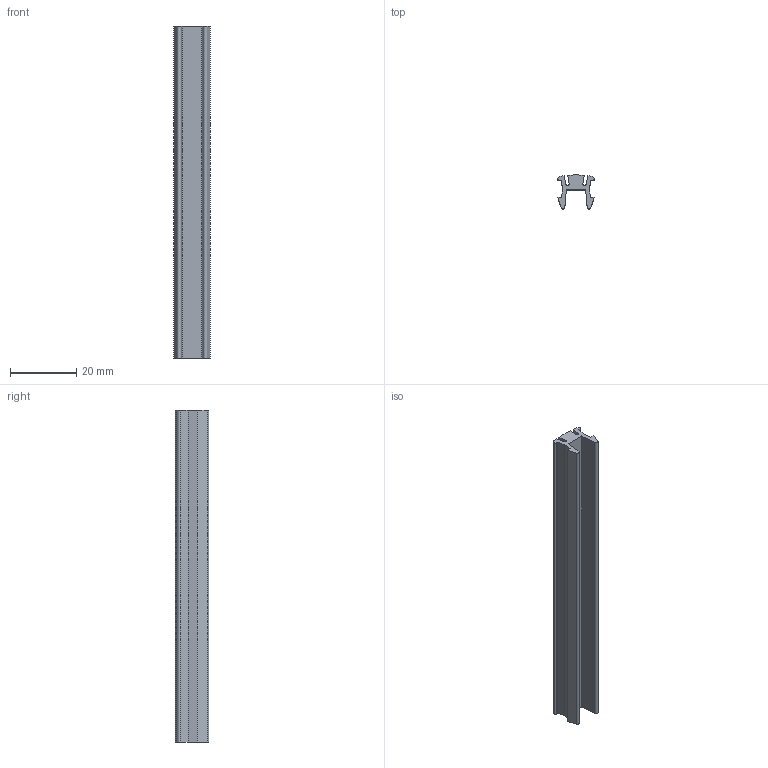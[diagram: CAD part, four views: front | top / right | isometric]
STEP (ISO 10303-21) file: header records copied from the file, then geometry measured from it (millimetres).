
FILE_DESCRIPTION(/* description */ ('GUARNIZIONE CAVA PER - PVC NERO '),/* implementation_level */ '2;1');
FILE_NAME(/* name */ 'DGUCA0000013.stp',/* time_stamp */ '2020-07-09T18:02:31+02:00',/* author */ ('tecnico5'),/* organization */ (''),/* preprocessor_version */ 'ST-DEVELOPER v17.2',/* originating_system */ 'Autodesk Inventor 2019',/* authorisation */ '');
FILE_SCHEMA (('AUTOMOTIVE_DESIGN { 1 0 10303 214 3 1 1 }'));
Length unit declared in the file: millimetre
Products named in the file (1): DGUCA0000013
Bounding box: 11 x 10.09 x 100 mm (x, y, z)
Volume: 4999.1 mm3; surface area: 6480.7 mm2
Topology: 1 solids, 1 shells, 30 faces, 84 edges, 56 vertices
Faces by surface type: plane 21, cylinder 9
Entity records: 1007 total; most frequent: CARTESIAN_POINT 171, ORIENTED_EDGE 168, DIRECTION 164, EDGE_CURVE 84, LINE 66, VECTOR 66, VERTEX_POINT 56, AXIS2_PLACEMENT_3D 49
